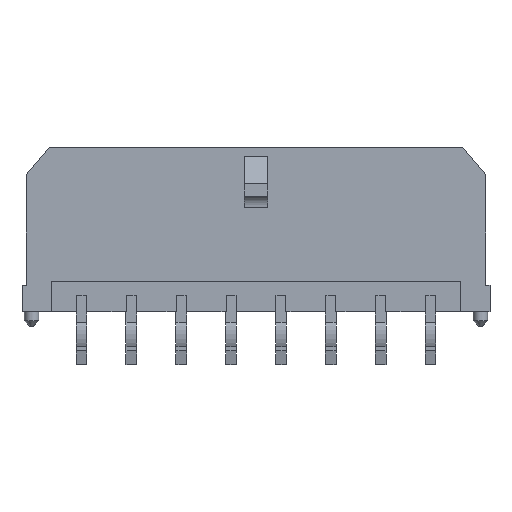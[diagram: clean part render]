
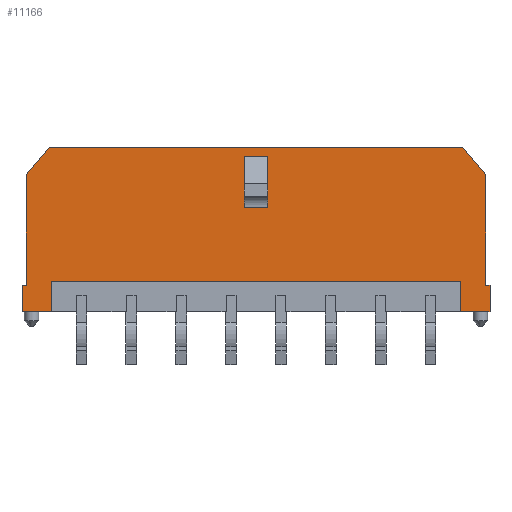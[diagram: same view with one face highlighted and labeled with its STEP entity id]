
A CAD part, front view. The second image highlights one B-rep face of the part: STEP entity #11166.
In plain terms, the highlighted planar face has unit normal (0, -1, 0).
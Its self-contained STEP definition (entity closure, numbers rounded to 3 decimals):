
#56 = VERTEX_POINT('',#57);
#57 = CARTESIAN_POINT('',(24.325,-4.9,1.595));
#63 = EDGE_CURVE('',#56,#64,#66,.T.);
#64 = VERTEX_POINT('',#65);
#65 = CARTESIAN_POINT('',(24.325,-4.9,8.255));
#66 = LINE('',#67,#68);
#67 = CARTESIAN_POINT('',(24.325,-4.9,1.595));
#68 = VECTOR('',#69,1.);
#69 = DIRECTION('',(0.,0.,1.));
#365 = VERTEX_POINT('',#366);
#366 = CARTESIAN_POINT('',(-1.925,-4.9,9.905));
#372 = EDGE_CURVE('',#373,#365,#375,.T.);
#373 = VERTEX_POINT('',#374);
#374 = CARTESIAN_POINT('',(-3.325,-4.9,8.255));
#375 = LINE('',#376,#377);
#376 = CARTESIAN_POINT('',(-3.325,-4.9,8.255));
#377 = VECTOR('',#378,1.);
#378 = DIRECTION('',(0.647,0.,0.763)
  );
#614 = EDGE_CURVE('',#615,#373,#617,.T.);
#615 = VERTEX_POINT('',#616);
#616 = CARTESIAN_POINT('',(-3.325,-4.9,1.595));
#617 = LINE('',#618,#619);
#618 = CARTESIAN_POINT('',(-3.325,-4.9,1.595));
#619 = VECTOR('',#620,1.);
#620 = DIRECTION('',(0.,0.,1.));
#884 = VERTEX_POINT('',#885);
#885 = CARTESIAN_POINT('',(22.925,-4.9,9.905));
#891 = EDGE_CURVE('',#884,#365,#892,.T.);
#892 = LINE('',#893,#894);
#893 = CARTESIAN_POINT('',(22.925,-4.9,9.905));
#894 = VECTOR('',#895,1.);
#895 = DIRECTION('',(-1.,0.,0.));
#5862 = VERTEX_POINT('',#5863);
#5863 = CARTESIAN_POINT('',(-3.575,-4.9,-0.005));
#5869 = EDGE_CURVE('',#5862,#5870,#5872,.T.);
#5870 = VERTEX_POINT('',#5871);
#5871 = CARTESIAN_POINT('',(-1.805,-4.9,-0.005));
#5872 = LINE('',#5873,#5874);
#5873 = CARTESIAN_POINT('',(-3.575,-4.9,-0.005));
#5874 = VECTOR('',#5875,1.);
#5875 = DIRECTION('',(1.,0.,0.));
#6279 = VERTEX_POINT('',#6280);
#6280 = CARTESIAN_POINT('',(22.805,-4.9,-0.005));
#6286 = EDGE_CURVE('',#6279,#6287,#6289,.T.);
#6287 = VERTEX_POINT('',#6288);
#6288 = CARTESIAN_POINT('',(24.575,-4.9,-0.005));
#6289 = LINE('',#6290,#6291);
#6290 = CARTESIAN_POINT('',(22.805,-4.9,-0.005));
#6291 = VECTOR('',#6292,1.);
#6292 = DIRECTION('',(1.,0.,0.));
#11082 = EDGE_CURVE('',#615,#11083,#11085,.T.);
#11083 = VERTEX_POINT('',#11084);
#11084 = CARTESIAN_POINT('',(-3.575,-4.9,1.595));
#11085 = LINE('',#11086,#11087);
#11086 = CARTESIAN_POINT('',(-3.325,-4.9,1.595));
#11087 = VECTOR('',#11088,1.);
#11088 = DIRECTION('',(-1.,0.,0.));
#11129 = VERTEX_POINT('',#11130);
#11130 = CARTESIAN_POINT('',(24.575,-4.9,1.595));
#11136 = EDGE_CURVE('',#56,#11129,#11137,.T.);
#11137 = LINE('',#11138,#11139);
#11138 = CARTESIAN_POINT('',(24.325,-4.9,1.595));
#11139 = VECTOR('',#11140,1.);
#11140 = DIRECTION('',(1.,0.,0.));
#11166 = ADVANCED_FACE('',(#11167,#11217),#11251,.T.);
#11167 = FACE_BOUND('',#11168,.F.);
#11168 = EDGE_LOOP('',(#11169,#11177,#11185,#11191,#11192,#11198,#11199,
    #11200,#11201,#11202,#11208,#11209,#11210,#11216));
#11169 = ORIENTED_EDGE('',*,*,#11170,.T.);
#11170 = EDGE_CURVE('',#6279,#11171,#11173,.T.);
#11171 = VERTEX_POINT('',#11172);
#11172 = CARTESIAN_POINT('',(22.805,-4.9,1.845));
#11173 = LINE('',#11174,#11175);
#11174 = CARTESIAN_POINT('',(22.805,-4.9,-0.005));
#11175 = VECTOR('',#11176,1.);
#11176 = DIRECTION('',(0.,0.,1.));
#11177 = ORIENTED_EDGE('',*,*,#11178,.T.);
#11178 = EDGE_CURVE('',#11171,#11179,#11181,.T.);
#11179 = VERTEX_POINT('',#11180);
#11180 = CARTESIAN_POINT('',(-1.805,-4.9,1.845));
#11181 = LINE('',#11182,#11183);
#11182 = CARTESIAN_POINT('',(22.805,-4.9,1.845));
#11183 = VECTOR('',#11184,1.);
#11184 = DIRECTION('',(-1.,0.,0.));
#11185 = ORIENTED_EDGE('',*,*,#11186,.F.);
#11186 = EDGE_CURVE('',#5870,#11179,#11187,.T.);
#11187 = LINE('',#11188,#11189);
#11188 = CARTESIAN_POINT('',(-1.805,-4.9,-0.005));
#11189 = VECTOR('',#11190,1.);
#11190 = DIRECTION('',(0.,0.,1.));
#11191 = ORIENTED_EDGE('',*,*,#5869,.F.);
#11192 = ORIENTED_EDGE('',*,*,#11193,.T.);
#11193 = EDGE_CURVE('',#5862,#11083,#11194,.T.);
#11194 = LINE('',#11195,#11196);
#11195 = CARTESIAN_POINT('',(-3.575,-4.9,-0.005));
#11196 = VECTOR('',#11197,1.);
#11197 = DIRECTION('',(0.,0.,1.));
#11198 = ORIENTED_EDGE('',*,*,#11082,.F.);
#11199 = ORIENTED_EDGE('',*,*,#614,.T.);
#11200 = ORIENTED_EDGE('',*,*,#372,.T.);
#11201 = ORIENTED_EDGE('',*,*,#891,.F.);
#11202 = ORIENTED_EDGE('',*,*,#11203,.T.);
#11203 = EDGE_CURVE('',#884,#64,#11204,.T.);
#11204 = LINE('',#11205,#11206);
#11205 = CARTESIAN_POINT('',(22.925,-4.9,9.905));
#11206 = VECTOR('',#11207,1.);
#11207 = DIRECTION('',(0.647,0.,
    -0.763));
#11208 = ORIENTED_EDGE('',*,*,#63,.F.);
#11209 = ORIENTED_EDGE('',*,*,#11136,.T.);
#11210 = ORIENTED_EDGE('',*,*,#11211,.T.);
#11211 = EDGE_CURVE('',#11129,#6287,#11212,.T.);
#11212 = LINE('',#11213,#11214);
#11213 = CARTESIAN_POINT('',(24.575,-4.9,1.595));
#11214 = VECTOR('',#11215,1.);
#11215 = DIRECTION('',(-0.,0.,-1.));
#11216 = ORIENTED_EDGE('',*,*,#6286,.F.);
#11217 = FACE_BOUND('',#11218,.F.);
#11218 = EDGE_LOOP('',(#11219,#11229,#11237,#11245));
#11219 = ORIENTED_EDGE('',*,*,#11220,.F.);
#11220 = EDGE_CURVE('',#11221,#11223,#11225,.T.);
#11221 = VERTEX_POINT('',#11222);
#11222 = CARTESIAN_POINT('',(11.2,-4.9,9.365));
#11223 = VERTEX_POINT('',#11224);
#11224 = CARTESIAN_POINT('',(11.2,-4.9,6.279));
#11225 = LINE('',#11226,#11227);
#11226 = CARTESIAN_POINT('',(11.2,-4.9,9.365));
#11227 = VECTOR('',#11228,1.);
#11228 = DIRECTION('',(-0.,0.,-1.));
#11229 = ORIENTED_EDGE('',*,*,#11230,.T.);
#11230 = EDGE_CURVE('',#11221,#11231,#11233,.T.);
#11231 = VERTEX_POINT('',#11232);
#11232 = CARTESIAN_POINT('',(9.8,-4.9,9.365));
#11233 = LINE('',#11234,#11235);
#11234 = CARTESIAN_POINT('',(11.2,-4.9,9.365));
#11235 = VECTOR('',#11236,1.);
#11236 = DIRECTION('',(-1.,0.,0.));
#11237 = ORIENTED_EDGE('',*,*,#11238,.T.);
#11238 = EDGE_CURVE('',#11231,#11239,#11241,.T.);
#11239 = VERTEX_POINT('',#11240);
#11240 = CARTESIAN_POINT('',(9.8,-4.9,6.279));
#11241 = LINE('',#11242,#11243);
#11242 = CARTESIAN_POINT('',(9.8,-4.9,9.365));
#11243 = VECTOR('',#11244,1.);
#11244 = DIRECTION('',(-0.,0.,-1.));
#11245 = ORIENTED_EDGE('',*,*,#11246,.F.);
#11246 = EDGE_CURVE('',#11223,#11239,#11247,.T.);
#11247 = LINE('',#11248,#11249);
#11248 = CARTESIAN_POINT('',(11.2,-4.9,6.279));
#11249 = VECTOR('',#11250,1.);
#11250 = DIRECTION('',(-1.,0.,0.));
#11251 = PLANE('',#11252);
#11252 = AXIS2_PLACEMENT_3D('',#11253,#11254,#11255);
#11253 = CARTESIAN_POINT('',(24.325,-4.9,-0.005));
#11254 = DIRECTION('',(0.,-1.,0.));
#11255 = DIRECTION('',(0.,0.,1.));
